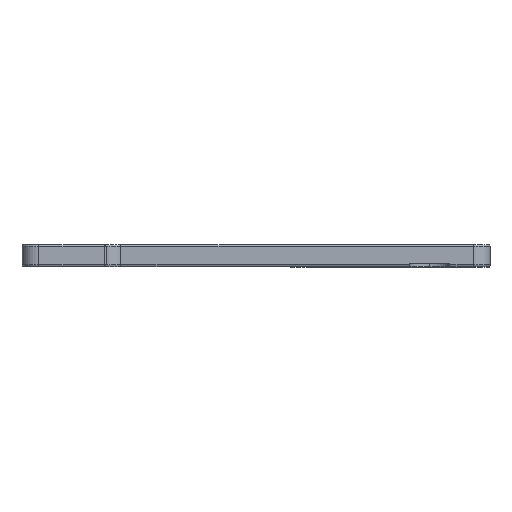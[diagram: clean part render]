
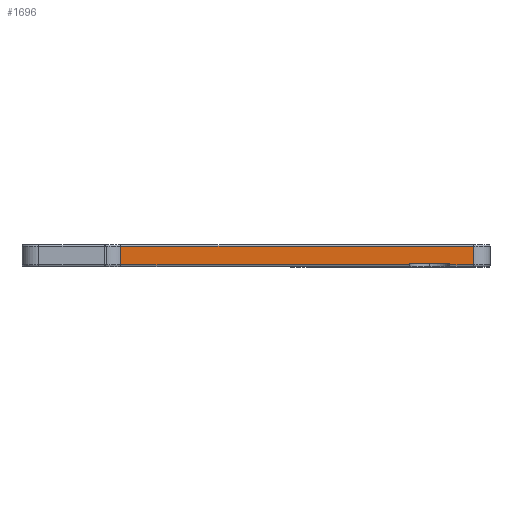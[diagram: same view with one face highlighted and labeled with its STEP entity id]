
A CAD part, top view. The second image highlights one B-rep face of the part: STEP entity #1696.
In plain terms, the highlighted planar face has unit normal (0, 0, 1).
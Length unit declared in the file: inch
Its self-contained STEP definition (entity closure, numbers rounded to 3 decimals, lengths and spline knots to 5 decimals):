
#1382 = VERTEX_POINT ( 'NONE', #4672 ) ;
#1459 = VERTEX_POINT ( 'NONE', #4973 ) ;
#1461 = EDGE_CURVE ( 'NONE', #1382, #1459, #4971, .T. ) ;
#1584 = VERTEX_POINT ( 'NONE', #5422 ) ;
#1589 = EDGE_CURVE ( 'NONE', #1584, #1600, #5416, .T. ) ;
#1600 = VERTEX_POINT ( 'NONE', #5468 ) ;
#1627 = VERTEX_POINT ( 'NONE', #5552 ) ;
#1639 = EDGE_CURVE ( 'NONE', #1654, #1584, #5589, .T. ) ;
#1647 = VERTEX_POINT ( 'NONE', #5620 ) ;
#1654 = VERTEX_POINT ( 'NONE', #5609 ) ;
#1656 = EDGE_CURVE ( 'NONE', #1647, #1654, #5607, .T. ) ;
#1674 = ORIENTED_EDGE ( 'NONE', *, *, #1687, .T. ) ;
#1675 = ORIENTED_EDGE ( 'NONE', *, *, #1656, .T. ) ;
#1676 = ORIENTED_EDGE ( 'NONE', *, *, #1639, .T. ) ;
#1677 = ORIENTED_EDGE ( 'NONE', *, *, #1589, .T. ) ;
#1678 = ORIENTED_EDGE ( 'NONE', *, *, #1679, .T. ) ;
#1679 = EDGE_CURVE ( 'NONE', #1600, #1680, #5732, .T. ) ;
#1680 = VERTEX_POINT ( 'NONE', #5728 ) ;
#1681 = ORIENTED_EDGE ( 'NONE', *, *, #1682, .T. ) ;
#1682 = EDGE_CURVE ( 'NONE', #1680, #1382, #5726, .T. ) ;
#1683 = ORIENTED_EDGE ( 'NONE', *, *, #1461, .T. ) ;
#1687 = EDGE_CURVE ( 'NONE', #1627, #1647, #5763, .T. ) ;
#1692 = EDGE_CURVE ( 'NONE', #1459, #1627, #5792, .T. ) ;
#1696 = ADVANCED_FACE ( 'NONE', ( #5779 ), #5820, .F. ) ;
#1697 = EDGE_LOOP ( 'NONE', ( #1698, #1674, #1675, #1676, #1677, #1678, #1681, #1683 ) ) ;
#1698 = ORIENTED_EDGE ( 'NONE', *, *, #1692, .T. ) ;
#4672 = CARTESIAN_POINT ( 'NONE',  ( -1.17659, -0.23173, 4.43226 ) ) ;
#4968 = DIRECTION ( 'NONE',  ( 0., -1., 0. ) ) ;
#4969 = VECTOR ( 'NONE', #4968, 39.37008 ) ;
#4970 = CARTESIAN_POINT ( 'NONE',  ( -1.17659, -0.21204, 4.43226 ) ) ;
#4971 = LINE ( 'NONE', #4970, #4969 ) ;
#4973 = CARTESIAN_POINT ( 'NONE',  ( -1.17659, -0.44826, 4.43226 ) ) ;
#5413 = DIRECTION ( 'NONE',  ( 1., 0., 0. ) ) ;
#5414 = VECTOR ( 'NONE', #5413, 39.37008 ) ;
#5415 = CARTESIAN_POINT ( 'NONE',  ( 3.17055, -0.44826, 4.43226 ) ) ;
#5416 = LINE ( 'NONE', #5415, #5414 ) ;
#5422 = CARTESIAN_POINT ( 'NONE',  ( 2.69811, -0.44826, 4.43226 ) ) ;
#5468 = CARTESIAN_POINT ( 'NONE',  ( 2.9737, -0.44826, 4.43226 ) ) ;
#5552 = CARTESIAN_POINT ( 'NONE',  ( 2.22567, -0.44826, 4.43226 ) ) ;
#5586 = DIRECTION ( 'NONE',  ( 0., -1., 0. ) ) ;
#5587 = VECTOR ( 'NONE', #5586, 39.37008 ) ;
#5588 = CARTESIAN_POINT ( 'NONE',  ( 2.69811, -0.21204, 4.43226 ) ) ;
#5589 = LINE ( 'NONE', #5588, #5587 ) ;
#5604 = DIRECTION ( 'NONE',  ( 1., 0., 0. ) ) ;
#5605 = VECTOR ( 'NONE', #5604, 39.37008 ) ;
#5606 = CARTESIAN_POINT ( 'NONE',  ( 3.17055, -0.42858, 4.43226 ) ) ;
#5607 = LINE ( 'NONE', #5606, #5605 ) ;
#5609 = CARTESIAN_POINT ( 'NONE',  ( 2.69811, -0.42858, 4.43226 ) ) ;
#5620 = CARTESIAN_POINT ( 'NONE',  ( 2.22567, -0.42858, 4.43226 ) ) ;
#5723 = DIRECTION ( 'NONE',  ( -1., 0., 0. ) ) ;
#5724 = VECTOR ( 'NONE', #5723, 39.37008 ) ;
#5725 = CARTESIAN_POINT ( 'NONE',  ( -1.17659, -0.23173, 4.43226 ) ) ;
#5726 = LINE ( 'NONE', #5725, #5724 ) ;
#5728 = CARTESIAN_POINT ( 'NONE',  ( 2.9737, -0.23173, 4.43226 ) ) ;
#5729 = DIRECTION ( 'NONE',  ( 0., 1., 0. ) ) ;
#5730 = VECTOR ( 'NONE', #5729, 39.37008 ) ;
#5731 = CARTESIAN_POINT ( 'NONE',  ( 2.9737, -0.21204, 4.43226 ) ) ;
#5732 = LINE ( 'NONE', #5731, #5730 ) ;
#5755 = DIRECTION ( 'NONE',  ( 0., 1., 0. ) ) ;
#5756 = VECTOR ( 'NONE', #5755, 39.37008 ) ;
#5757 = CARTESIAN_POINT ( 'NONE',  ( 2.22567, -0.21204, 4.43226 ) ) ;
#5763 = LINE ( 'NONE', #5757, #5756 ) ;
#5779 = FACE_OUTER_BOUND ( 'NONE', #1697, .T. ) ;
#5785 = DIRECTION ( 'NONE',  ( 1., 0., 0. ) ) ;
#5786 = VECTOR ( 'NONE', #5785, 39.37008 ) ;
#5787 = CARTESIAN_POINT ( 'NONE',  ( 3.17055, -0.44826, 4.43226 ) ) ;
#5792 = LINE ( 'NONE', #5787, #5786 ) ;
#5816 = DIRECTION ( 'NONE',  ( -1., 0., 0. ) ) ;
#5817 = DIRECTION ( 'NONE',  ( 0., 0., -1. ) ) ;
#5818 = CARTESIAN_POINT ( 'NONE',  ( 3.17055, -0.21204, 4.43226 ) ) ;
#5819 = AXIS2_PLACEMENT_3D ( 'NONE', #5818, #5817, #5816 ) ;
#5820 = PLANE ( 'NONE',  #5819 ) ;
